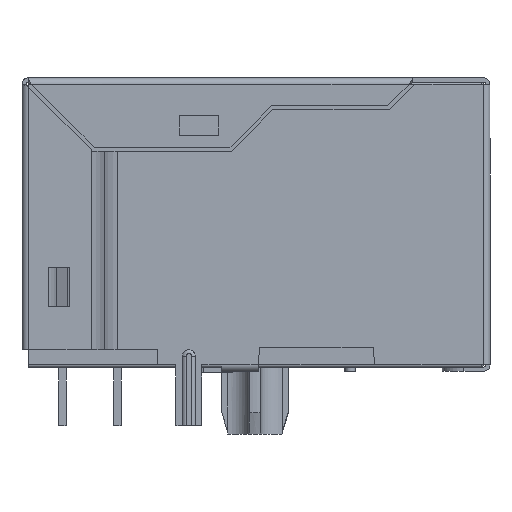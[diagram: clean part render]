
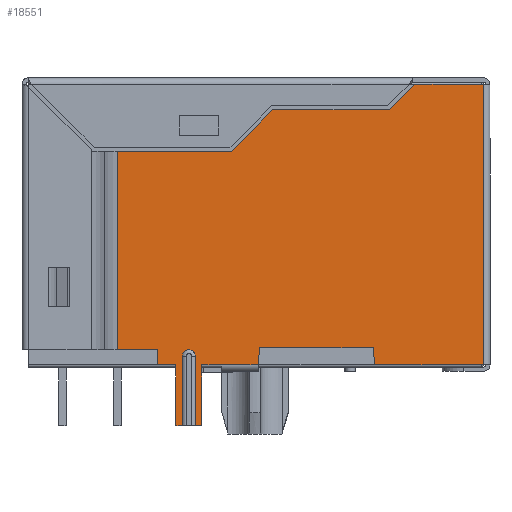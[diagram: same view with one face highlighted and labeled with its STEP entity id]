
A CAD part, left-side view. The second image highlights one B-rep face of the part: STEP entity #18551.
In plain terms, the highlighted face is planar.
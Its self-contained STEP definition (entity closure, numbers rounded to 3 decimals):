
#798=CIRCLE('',#19390,0.3);
#3038=ORIENTED_EDGE('',*,*,#4958,.F.);
#3039=ORIENTED_EDGE('',*,*,#6174,.F.);
#3040=ORIENTED_EDGE('',*,*,#6170,.T.);
#3041=ORIENTED_EDGE('',*,*,#4988,.T.);
#3042=ORIENTED_EDGE('',*,*,#4971,.F.);
#3043=ORIENTED_EDGE('',*,*,#4975,.F.);
#3044=ORIENTED_EDGE('',*,*,#4978,.F.);
#3045=ORIENTED_EDGE('',*,*,#6175,.T.);
#3046=ORIENTED_EDGE('',*,*,#6140,.T.);
#3047=ORIENTED_EDGE('',*,*,#6165,.T.);
#3048=ORIENTED_EDGE('',*,*,#6163,.T.);
#3049=ORIENTED_EDGE('',*,*,#6160,.T.);
#3050=ORIENTED_EDGE('',*,*,#6157,.T.);
#3051=ORIENTED_EDGE('',*,*,#6154,.T.);
#3052=ORIENTED_EDGE('',*,*,#6103,.T.);
#3053=ORIENTED_EDGE('',*,*,#6148,.T.);
#3054=ORIENTED_EDGE('',*,*,#6145,.T.);
#3055=ORIENTED_EDGE('',*,*,#6167,.T.);
#3056=ORIENTED_EDGE('',*,*,#6133,.F.);
#3057=ORIENTED_EDGE('',*,*,#4950,.F.);
#3058=ORIENTED_EDGE('',*,*,#6176,.T.);
#3059=ORIENTED_EDGE('',*,*,#6129,.F.);
#3060=ORIENTED_EDGE('',*,*,#6177,.T.);
#4950=EDGE_CURVE('',#6948,#6949,#8249,.T.);
#4958=EDGE_CURVE('',#6956,#6957,#8255,.T.);
#4971=EDGE_CURVE('',#6967,#6968,#8267,.T.);
#4975=EDGE_CURVE('',#6971,#6967,#8271,.T.);
#4978=EDGE_CURVE('',#6973,#6971,#8274,.T.);
#4988=EDGE_CURVE('',#6979,#6968,#8280,.T.);
#6103=EDGE_CURVE('',#7719,#7718,#8888,.T.);
#6129=EDGE_CURVE('',#7738,#7740,#798,.T.);
#6133=EDGE_CURVE('',#6949,#7743,#8907,.T.);
#6140=EDGE_CURVE('',#7748,#7747,#8911,.T.);
#6145=EDGE_CURVE('',#7753,#7752,#8915,.T.);
#6148=EDGE_CURVE('',#7718,#7753,#8918,.T.);
#6154=EDGE_CURVE('',#7755,#7719,#8924,.T.);
#6157=EDGE_CURVE('',#7757,#7755,#8927,.T.);
#6160=EDGE_CURVE('',#7759,#7757,#8930,.T.);
#6163=EDGE_CURVE('',#7761,#7759,#8933,.T.);
#6165=EDGE_CURVE('',#7747,#7761,#8935,.T.);
#6167=EDGE_CURVE('',#7752,#7743,#8937,.T.);
#6170=EDGE_CURVE('',#7763,#6979,#8940,.T.);
#6174=EDGE_CURVE('',#7763,#6956,#8944,.T.);
#6175=EDGE_CURVE('',#6973,#7748,#8945,.T.);
#6176=EDGE_CURVE('',#6948,#7740,#8946,.T.);
#6177=EDGE_CURVE('',#7738,#6957,#8947,.T.);
#6948=VERTEX_POINT('',#23188);
#6949=VERTEX_POINT('',#23190);
#6956=VERTEX_POINT('',#23204);
#6957=VERTEX_POINT('',#23206);
#6967=VERTEX_POINT('',#23233);
#6968=VERTEX_POINT('',#23234);
#6971=VERTEX_POINT('',#23242);
#6973=VERTEX_POINT('',#23248);
#6979=VERTEX_POINT('',#23263);
#7718=VERTEX_POINT('',#27623);
#7719=VERTEX_POINT('',#27625);
#7738=VERTEX_POINT('',#27674);
#7740=VERTEX_POINT('',#27677);
#7743=VERTEX_POINT('',#27686);
#7747=VERTEX_POINT('',#27698);
#7748=VERTEX_POINT('',#27700);
#7752=VERTEX_POINT('',#27709);
#7753=VERTEX_POINT('',#27711);
#7755=VERTEX_POINT('',#27724);
#7757=VERTEX_POINT('',#27730);
#7759=VERTEX_POINT('',#27736);
#7761=VERTEX_POINT('',#27742);
#7763=VERTEX_POINT('',#27754);
#8249=LINE('',#23189,#9557);
#8255=LINE('',#23205,#9563);
#8267=LINE('',#23232,#9575);
#8271=LINE('',#23241,#9579);
#8274=LINE('',#23247,#9582);
#8280=LINE('',#23267,#9588);
#8888=LINE('',#27624,#10196);
#8907=LINE('',#27685,#10215);
#8911=LINE('',#27699,#10219);
#8915=LINE('',#27710,#10223);
#8918=LINE('',#27715,#10226);
#8924=LINE('',#27723,#10232);
#8927=LINE('',#27729,#10235);
#8930=LINE('',#27735,#10238);
#8933=LINE('',#27741,#10241);
#8935=LINE('',#27745,#10243);
#8937=LINE('',#27748,#10245);
#8940=LINE('',#27753,#10248);
#8944=LINE('',#27760,#10252);
#8945=LINE('',#27761,#10253);
#8946=LINE('',#27762,#10254);
#8947=LINE('',#27763,#10255);
#9557=VECTOR('',#19893,1000.);
#9563=VECTOR('',#19903,1000.);
#9575=VECTOR('',#19925,1000.);
#9579=VECTOR('',#19931,1000.);
#9582=VECTOR('',#19936,1000.);
#9588=VECTOR('',#19954,1000.);
#10196=VECTOR('',#21546,1000.);
#10215=VECTOR('',#21601,1000.);
#10219=VECTOR('',#21615,1000.);
#10223=VECTOR('',#21623,1000.);
#10226=VECTOR('',#21628,1000.);
#10232=VECTOR('',#21636,1000.);
#10235=VECTOR('',#21641,1000.);
#10238=VECTOR('',#21646,1000.);
#10241=VECTOR('',#21651,1000.);
#10243=VECTOR('',#21655,1000.);
#10245=VECTOR('',#21659,1000.);
#10248=VECTOR('',#21664,1000.);
#10252=VECTOR('',#21672,1000.);
#10253=VECTOR('',#21673,1000.);
#10254=VECTOR('',#21674,1000.);
#10255=VECTOR('',#21675,1000.);
#11289=EDGE_LOOP('',(#3038,#3039,#3040,#3041,#3042,#3043,#3044,#3045,#3046,
#3047,#3048,#3049,#3050,#3051,#3052,#3053,#3054,#3055,#3056,#3057,#3058,
#3059,#3060));
#12095=FACE_BOUND('',#11289,.T.);
#12754=PLANE('',#19411);
#18551=ADVANCED_FACE('',(#12095),#12754,.T.);
#19390=AXIS2_PLACEMENT_3D('',#27676,#21590,#21591);
#19411=AXIS2_PLACEMENT_3D('',#27759,#21670,#21671);
#19893=DIRECTION('',(0.,1.,0.));
#19903=DIRECTION('',(0.,1.,0.));
#19925=DIRECTION('',(0.,0.086,0.996));
#19931=DIRECTION('',(0.,1.,0.));
#19936=DIRECTION('',(0.,0.086,-0.996));
#19954=DIRECTION('',(0.,-1.,0.));
#21546=DIRECTION('',(0.,0.,1.));
#21590=DIRECTION('',(1.,0.,0.));
#21591=DIRECTION('',(0.,1.,0.));
#21601=DIRECTION('',(0.,0.,-1.));
#21615=DIRECTION('',(0.,0.,-1.));
#21623=DIRECTION('',(0.,0.,1.));
#21628=DIRECTION('',(0.,-1.,0.));
#21636=DIRECTION('',(0.,1.,0.));
#21641=DIRECTION('',(0.,0.707,0.707));
#21646=DIRECTION('',(0.,1.,0.));
#21651=DIRECTION('',(0.,0.707,0.707));
#21655=DIRECTION('',(0.,1.,0.));
#21659=DIRECTION('',(0.,-1.,0.));
#21664=DIRECTION('',(0.,-1.,0.));
#21670=DIRECTION('',(1.,0.,0.));
#21671=DIRECTION('',(0.,1.,0.));
#21672=DIRECTION('',(0.,0.,1.));
#21673=DIRECTION('',(0.,-1.,0.));
#21674=DIRECTION('',(0.,0.,-1.));
#21675=DIRECTION('',(0.,0.,1.));
#23188=CARTESIAN_POINT('',(8.,3.4,9.275));
#23189=CARTESIAN_POINT('',(8.,2.5,9.275));
#23190=CARTESIAN_POINT('',(8.,3.7,9.275));
#23204=CARTESIAN_POINT('',(8.,2.5,9.275));
#23205=CARTESIAN_POINT('',(8.,2.5,9.275));
#23206=CARTESIAN_POINT('',(8.,2.8,9.275));
#23232=CARTESIAN_POINT('',(8.,-0.178,5.574));
#23233=CARTESIAN_POINT('',(8.,-0.169,5.675));
#23234=CARTESIAN_POINT('',(8.,-0.1,6.475));
#23241=CARTESIAN_POINT('',(8.,-10.63,5.675));
#23242=CARTESIAN_POINT('',(8.,-5.406,5.675));
#23247=CARTESIAN_POINT('',(8.,-5.513,6.916));
#23248=CARTESIAN_POINT('',(8.,-5.475,6.475));
#23263=CARTESIAN_POINT('',(8.,1.6,6.475));
#23267=CARTESIAN_POINT('',(8.,1.6,6.475));
#27623=CARTESIAN_POINT('',(8.,6.4,5.775));
#27624=CARTESIAN_POINT('',(8.,6.4,-3.391));
#27625=CARTESIAN_POINT('',(8.,6.4,-3.391));
#27674=CARTESIAN_POINT('',(8.,2.8,6.075));
#27676=CARTESIAN_POINT('',(8.,3.1,6.075));
#27677=CARTESIAN_POINT('',(8.,3.4,6.075));
#27685=CARTESIAN_POINT('',(8.,3.7,9.675));
#27686=CARTESIAN_POINT('',(8.,3.7,6.475));
#27698=CARTESIAN_POINT('',(8.,-10.5,-6.475));
#27699=CARTESIAN_POINT('',(8.,-10.5,6.475));
#27700=CARTESIAN_POINT('',(8.,-10.5,6.475));
#27709=CARTESIAN_POINT('',(8.,4.55,6.475));
#27710=CARTESIAN_POINT('',(8.,4.55,6.475));
#27711=CARTESIAN_POINT('',(8.,4.55,5.775));
#27715=CARTESIAN_POINT('',(8.,4.55,5.775));
#27723=CARTESIAN_POINT('',(8.,1.124,-3.391));
#27724=CARTESIAN_POINT('',(8.,1.124,-3.391));
#27729=CARTESIAN_POINT('',(8.,-0.776,-5.291));
#27730=CARTESIAN_POINT('',(8.,-0.776,-5.291));
#27735=CARTESIAN_POINT('',(8.,-6.146,-5.291));
#27736=CARTESIAN_POINT('',(8.,-6.146,-5.291));
#27741=CARTESIAN_POINT('',(8.,-7.33,-6.475));
#27742=CARTESIAN_POINT('',(8.,-7.33,-6.475));
#27745=CARTESIAN_POINT('',(8.,-10.63,-6.475));
#27748=CARTESIAN_POINT('',(8.,-10.63,6.475));
#27753=CARTESIAN_POINT('',(8.,-10.63,6.475));
#27754=CARTESIAN_POINT('',(8.,2.5,6.475));
#27759=CARTESIAN_POINT('',(8.,-10.63,6.475));
#27760=CARTESIAN_POINT('',(8.,2.5,6.475));
#27761=CARTESIAN_POINT('',(8.,-10.63,6.475));
#27762=CARTESIAN_POINT('',(8.,3.4,6.475));
#27763=CARTESIAN_POINT('',(8.,2.8,6.475));
